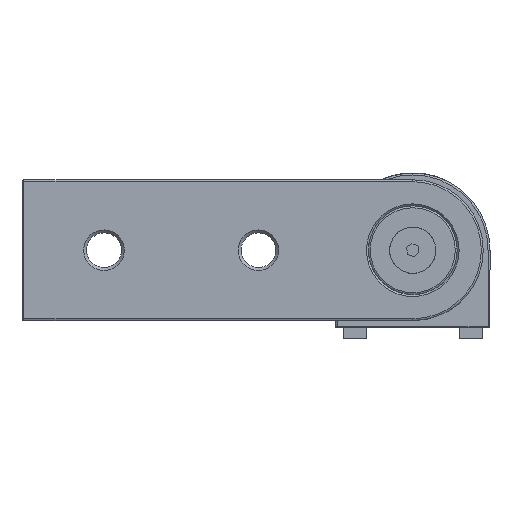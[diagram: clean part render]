
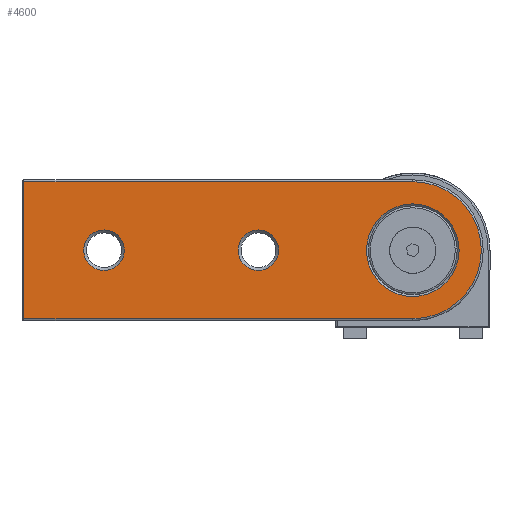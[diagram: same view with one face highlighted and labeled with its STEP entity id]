
A CAD part, left-side view. The second image highlights one B-rep face of the part: STEP entity #4600.
In plain terms, the highlighted planar face has unit normal (-1, 0, 0).
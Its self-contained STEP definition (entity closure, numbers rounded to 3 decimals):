
#4068=CARTESIAN_POINT('',(-3.0,100.75,-17.75));
#4069=VERTEX_POINT('',#4068);
#4103=CARTESIAN_POINT('',(-3.0,100.75,17.75));
#4104=VERTEX_POINT('',#4103);
#4361=CARTESIAN_POINT('',(-3.0,100.75,-17.75));
#4362=DIRECTION('',(0.0,0.0,1.0));
#4363=VECTOR('',#4362,35.5);
#4364=LINE('',#4361,#4363);
#4365=EDGE_CURVE('',#4069,#4104,#4364,.T.);
#4384=CARTESIAN_POINT('',(-3.0,0.0,-17.75));
#4385=VERTEX_POINT('',#4384);
#4393=CARTESIAN_POINT('',(-3.0,0.0,-17.75));
#4394=DIRECTION('',(0.0,1.0,0.0));
#4395=VECTOR('',#4394,100.75);
#4396=LINE('',#4393,#4395);
#4397=EDGE_CURVE('',#4385,#4069,#4396,.T.);
#4416=CARTESIAN_POINT('',(-3.0,0.0,17.75));
#4417=VERTEX_POINT('',#4416);
#4425=CARTESIAN_POINT('',(-3.0,0.0,0.0));
#4426=DIRECTION('',(1.0,0.0,0.0));
#4427=DIRECTION('',(0.0,-1.0,0.0));
#4428=AXIS2_PLACEMENT_3D('',#4425,#4426,#4427);
#4429=CIRCLE('',#4428,17.75);
#4430=EDGE_CURVE('',#4417,#4385,#4429,.T.);
#4449=CARTESIAN_POINT('',(-3.0,100.75,17.75));
#4450=DIRECTION('',(0.0,-1.0,0.0));
#4451=VECTOR('',#4450,100.75);
#4452=LINE('',#4449,#4451);
#4453=EDGE_CURVE('',#4104,#4417,#4452,.T.);
#4556=CARTESIAN_POINT('',(-3.0,47.686,0.0));
#4557=DIRECTION('',(1.0,0.0,0.0));
#4558=DIRECTION('',(0.0,0.0,-1.0));
#4559=AXIS2_PLACEMENT_3D('',#4556,#4557,#4558);
#4560=PLANE('',#4559);
#4561=ORIENTED_EDGE('',*,*,#4365,.F.);
#4562=ORIENTED_EDGE('',*,*,#4397,.F.);
#4563=ORIENTED_EDGE('',*,*,#4430,.F.);
#4564=ORIENTED_EDGE('',*,*,#4453,.F.);
#4565=EDGE_LOOP('',(#4561,#4562,#4563,#4564));
#4566=FACE_OUTER_BOUND('',#4565,.T.);
#4567=CARTESIAN_POINT('',(-3.0,12.,0.));
#4568=VERTEX_POINT('',#4567);
#4569=CARTESIAN_POINT('',(-3.0,0.0,0.0));
#4570=DIRECTION('',(-1.0,0.0,0.0));
#4571=DIRECTION('',(0.0,-1.0,0.0));
#4572=AXIS2_PLACEMENT_3D('',#4569,#4570,#4571);
#4573=CIRCLE('',#4572,12.);
#4574=EDGE_CURVE('',#4568,#4568,#4573,.T.);
#4575=ORIENTED_EDGE('',*,*,#4574,.F.);
#4576=EDGE_LOOP('',(#4575));
#4577=FACE_BOUND('',#4576,.T.);
#4578=CARTESIAN_POINT('',(-3.0,45.25,0.));
#4579=VERTEX_POINT('',#4578);
#4580=CARTESIAN_POINT('',(-3.0,40.0,0.));
#4581=DIRECTION('',(-1.0,0.0,0.0));
#4582=DIRECTION('',(0.0,-1.0,0.0));
#4583=AXIS2_PLACEMENT_3D('',#4580,#4581,#4582);
#4584=CIRCLE('',#4583,5.25);
#4585=EDGE_CURVE('',#4579,#4579,#4584,.T.);
#4586=ORIENTED_EDGE('',*,*,#4585,.F.);
#4587=EDGE_LOOP('',(#4586));
#4588=FACE_BOUND('',#4587,.T.);
#4589=CARTESIAN_POINT('',(-3.0,85.25,0.));
#4590=VERTEX_POINT('',#4589);
#4591=CARTESIAN_POINT('',(-3.0,80.0,0.));
#4592=DIRECTION('',(-1.0,0.0,0.0));
#4593=DIRECTION('',(0.0,-1.0,0.0));
#4594=AXIS2_PLACEMENT_3D('',#4591,#4592,#4593);
#4595=CIRCLE('',#4594,5.25);
#4596=EDGE_CURVE('',#4590,#4590,#4595,.T.);
#4597=ORIENTED_EDGE('',*,*,#4596,.F.);
#4598=EDGE_LOOP('',(#4597));
#4599=FACE_BOUND('',#4598,.T.);
#4600=ADVANCED_FACE('',(#4566,#4577,#4588,#4599),#4560,.F.);
